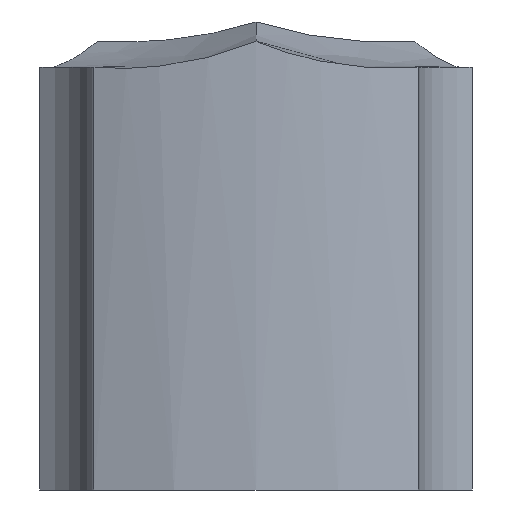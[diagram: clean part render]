
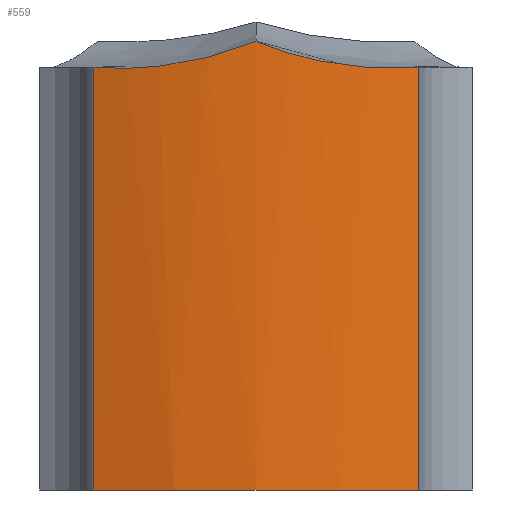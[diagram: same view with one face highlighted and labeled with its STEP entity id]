
A CAD part, front view. The second image highlights one B-rep face of the part: STEP entity #559.
In plain terms, the highlighted cylindrical face has radius 275 mm (diameter 550 mm), a partial arc.
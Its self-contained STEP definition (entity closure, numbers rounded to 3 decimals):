
#139=CARTESIAN_POINT('',(0.,-101.795,249.136));
#140=VERTEX_POINT('',#139);
#141=CARTESIAN_POINT('',(-90.,-86.651,234.792));
#142=VERTEX_POINT('',#141);
#143=CARTESIAN_POINT('',(0.,-101.795,249.136));
#144=CARTESIAN_POINT('',(-7.589,-101.795,246.046));
#145=CARTESIAN_POINT('',(-15.362,-101.48,243.409));
#146=CARTESIAN_POINT('',(-29.204,-100.305,239.629));
#147=CARTESIAN_POINT('',(-35.186,-99.602,238.285));
#148=CARTESIAN_POINT('',(-45.842,-97.988,236.401));
#149=CARTESIAN_POINT('',(-50.493,-97.161,235.749));
#150=CARTESIAN_POINT('',(-60.564,-95.1,234.703));
#151=CARTESIAN_POINT('',(-65.963,-93.825,234.373));
#152=CARTESIAN_POINT('',(-77.638,-90.689,234.142));
#153=CARTESIAN_POINT('',(-83.84,-88.784,234.329));
#154=CARTESIAN_POINT('',(-90.,-86.651,234.792));
#155=B_SPLINE_CURVE_WITH_KNOTS('',3,(#143,#144,#145,#146,#147,#148,#149,#150,#151,#152,#153,#154),.UNSPECIFIED.,.F.,.U.,(4,2,2,2,2,4),(2.519,4.987,6.838,8.269,9.938,11.895),.UNSPECIFIED.);
#156=EDGE_CURVE('',#140,#142,#155,.T.);
#260=CARTESIAN_POINT('',(90.,-86.651,234.792));
#261=VERTEX_POINT('',#260);
#262=CARTESIAN_POINT('',(90.,-86.651,234.792));
#263=CARTESIAN_POINT('',(82.18,-89.359,234.204));
#264=CARTESIAN_POINT('',(74.307,-91.695,234.064));
#265=CARTESIAN_POINT('',(61.322,-94.919,234.66));
#266=CARTESIAN_POINT('',(56.345,-96.009,235.08));
#267=CARTESIAN_POINT('',(46.574,-97.866,236.288));
#268=CARTESIAN_POINT('',(41.796,-98.643,237.057));
#269=CARTESIAN_POINT('',(29.991,-100.247,239.405));
#270=CARTESIAN_POINT('',(23.005,-100.918,241.189));
#271=CARTESIAN_POINT('',(10.657,-101.643,245.052));
#272=CARTESIAN_POINT('',(5.283,-101.795,246.985));
#273=CARTESIAN_POINT('',(0.,-101.795,249.136));
#274=B_SPLINE_CURVE_WITH_KNOTS('',3,(#262,#263,#264,#265,#266,#267,#268,#269,#270,#271,#272,#273),.UNSPECIFIED.,.F.,.U.,(4,2,2,2,2,4),(0.0,2.489,4.028,5.503,7.681,9.401),.UNSPECIFIED.);
#275=EDGE_CURVE('',#261,#140,#274,.T.);
#330=CARTESIAN_POINT('',(-90.,-86.651,0.0));
#331=VERTEX_POINT('',#330);
#339=CARTESIAN_POINT('',(-90.,-86.651,0.0));
#340=DIRECTION('',(0.0,0.0,1.0));
#341=VECTOR('',#340,234.792);
#342=LINE('',#339,#341);
#343=EDGE_CURVE('',#331,#142,#342,.T.);
#522=CARTESIAN_POINT('',(90.,-86.651,0.0));
#523=VERTEX_POINT('',#522);
#524=CARTESIAN_POINT('',(90.,-86.651,0.0));
#525=DIRECTION('',(0.0,0.0,1.0));
#526=VECTOR('',#525,234.792);
#527=LINE('',#524,#526);
#528=EDGE_CURVE('',#523,#261,#527,.T.);
#541=CARTESIAN_POINT('',(0.,173.205,0.0));
#542=DIRECTION('',(0.0,0.0,1.0));
#543=DIRECTION('',(-0.327,-0.945,0.0));
#544=AXIS2_PLACEMENT_3D('',#541,#542,#543);
#545=CYLINDRICAL_SURFACE('',#544,275.0);
#546=ORIENTED_EDGE('',*,*,#156,.T.);
#547=ORIENTED_EDGE('',*,*,#343,.F.);
#548=CARTESIAN_POINT('',(0.,173.205,0.0));
#549=DIRECTION('',(0.0,0.0,1.0));
#550=DIRECTION('',(-0.327,-0.945,0.0));
#551=AXIS2_PLACEMENT_3D('',#548,#549,#550);
#552=CIRCLE('',#551,275.0);
#553=EDGE_CURVE('',#331,#523,#552,.T.);
#554=ORIENTED_EDGE('',*,*,#553,.T.);
#555=ORIENTED_EDGE('',*,*,#528,.T.);
#556=ORIENTED_EDGE('',*,*,#275,.T.);
#557=EDGE_LOOP('',(#546,#547,#554,#555,#556));
#558=FACE_OUTER_BOUND('',#557,.T.);
#559=ADVANCED_FACE('',(#558),#545,.T.);
